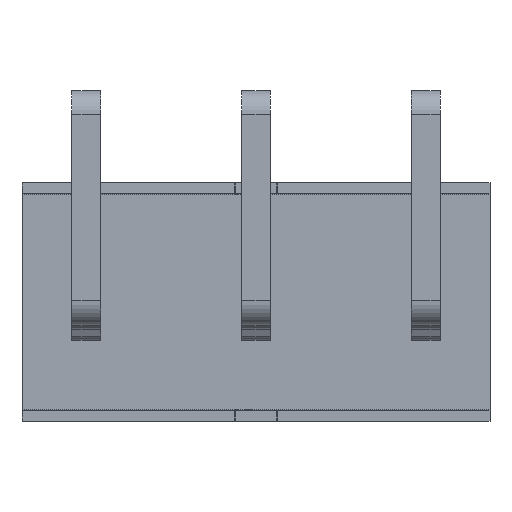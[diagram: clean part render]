
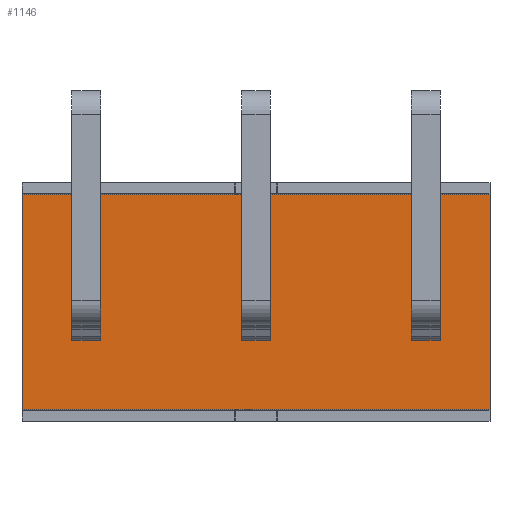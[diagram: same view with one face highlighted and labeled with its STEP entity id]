
A CAD part, front view. The second image highlights one B-rep face of the part: STEP entity #1146.
In plain terms, the highlighted planar face has unit normal (0, -1, 0).
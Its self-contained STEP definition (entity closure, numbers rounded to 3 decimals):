
#66 = VERTEX_POINT ( 'NONE', #1048 ) ;
#90 = VECTOR ( 'NONE', #5177, 1000. ) ;
#97 = CARTESIAN_POINT ( 'NONE',  ( 5.1, -6.3, 1.05 ) ) ;
#104 = EDGE_CURVE ( 'NONE', #1298, #2215, #2837, .T. ) ;
#122 = VERTEX_POINT ( 'NONE', #648 ) ;
#171 = VECTOR ( 'NONE', #4660, 1000. ) ;
#216 = EDGE_CURVE ( 'NONE', #1724, #2215, #5191, .T. ) ;
#330 = CARTESIAN_POINT ( 'NONE',  ( -5.1, -6.3, -1.05 ) ) ;
#348 = DIRECTION ( 'NONE',  ( -1., 0., 0. ) ) ;
#353 = CARTESIAN_POINT ( 'NONE',  ( -6.475, -6.3, 2.98 ) ) ;
#384 = VECTOR ( 'NONE', #1123, 1000. ) ;
#442 = CARTESIAN_POINT ( 'NONE',  ( 6.475, -6.3, 2.98 ) ) ;
#449 = CARTESIAN_POINT ( 'NONE',  ( 0.4, -6.3, 1.05 ) ) ;
#473 = CARTESIAN_POINT ( 'NONE',  ( 6.475, -6.3, 2.98 ) ) ;
#593 = CARTESIAN_POINT ( 'NONE',  ( -6.475, -6.3, -2.98 ) ) ;
#607 = FACE_OUTER_BOUND ( 'NONE', #2940, .T. ) ;
#648 = CARTESIAN_POINT ( 'NONE',  ( 0.4, -6.3, -1.05 ) ) ;
#678 = VECTOR ( 'NONE', #5439, 1000. ) ;
#683 = VECTOR ( 'NONE', #5038, 1000. ) ;
#706 = EDGE_CURVE ( 'NONE', #66, #3451, #3889, .T. ) ;
#724 = EDGE_CURVE ( 'NONE', #2173, #1617, #2095, .T. ) ;
#777 = DIRECTION ( 'NONE',  ( -1., 0., 0. ) ) ;
#789 = LINE ( 'NONE', #449, #2311 ) ;
#994 = ORIENTED_EDGE ( 'NONE', *, *, #216, .F. ) ;
#999 = LINE ( 'NONE', #3569, #678 ) ;
#1048 = CARTESIAN_POINT ( 'NONE',  ( -0.4, -6.3, 1.05 ) ) ;
#1078 = ORIENTED_EDGE ( 'NONE', *, *, #706, .F. ) ;
#1080 = ORIENTED_EDGE ( 'NONE', *, *, #5133, .T. ) ;
#1105 = VERTEX_POINT ( 'NONE', #1823 ) ;
#1123 = DIRECTION ( 'NONE',  ( 0., 0., 1. ) ) ;
#1127 = CARTESIAN_POINT ( 'NONE',  ( 4.3, -6.3, 1.05 ) ) ;
#1146 = ADVANCED_FACE ( 'NONE', ( #607, #2378, #2760, #5444 ), #2822, .F. ) ;
#1162 = CARTESIAN_POINT ( 'NONE',  ( 5.1, -6.3, -1.05 ) ) ;
#1215 = LINE ( 'NONE', #2459, #4999 ) ;
#1286 = VECTOR ( 'NONE', #2078, 1000. ) ;
#1298 = VERTEX_POINT ( 'NONE', #330 ) ;
#1441 = VERTEX_POINT ( 'NONE', #442 ) ;
#1543 = LINE ( 'NONE', #2432, #2140 ) ;
#1547 = CARTESIAN_POINT ( 'NONE',  ( -4.3, -6.3, 1.05 ) ) ;
#1578 = CARTESIAN_POINT ( 'NONE',  ( -0.4, -6.3, -1.05 ) ) ;
#1610 = EDGE_CURVE ( 'NONE', #2301, #2287, #4243, .T. ) ;
#1617 = VERTEX_POINT ( 'NONE', #1162 ) ;
#1724 = VERTEX_POINT ( 'NONE', #2540 ) ;
#1784 = DIRECTION ( 'NONE',  ( 0., 0., -1. ) ) ;
#1817 = ORIENTED_EDGE ( 'NONE', *, *, #1610, .F. ) ;
#1823 = CARTESIAN_POINT ( 'NONE',  ( 6.475, -6.3, -2.98 ) ) ;
#1964 = DIRECTION ( 'NONE',  ( 1., 0., 0. ) ) ;
#1981 = EDGE_CURVE ( 'NONE', #2173, #2301, #2508, .T. ) ;
#2040 = LINE ( 'NONE', #3691, #90 ) ;
#2078 = DIRECTION ( 'NONE',  ( -1., 0., 0. ) ) ;
#2095 = LINE ( 'NONE', #3861, #5504 ) ;
#2139 = VECTOR ( 'NONE', #5574, 1000. ) ;
#2140 = VECTOR ( 'NONE', #3789, 1000. ) ;
#2173 = VERTEX_POINT ( 'NONE', #97 ) ;
#2215 = VERTEX_POINT ( 'NONE', #4975 ) ;
#2287 = VERTEX_POINT ( 'NONE', #5540 ) ;
#2301 = VERTEX_POINT ( 'NONE', #1127 ) ;
#2311 = VECTOR ( 'NONE', #1784, 1000. ) ;
#2377 = ORIENTED_EDGE ( 'NONE', *, *, #3176, .F. ) ;
#2378 = FACE_BOUND ( 'NONE', #5323, .T. ) ;
#2432 = CARTESIAN_POINT ( 'NONE',  ( -2.7, -6.3, -1.05 ) ) ;
#2459 = CARTESIAN_POINT ( 'NONE',  ( 5.1, -6.3, 1.05 ) ) ;
#2481 = DIRECTION ( 'NONE',  ( 0., 0., -1. ) ) ;
#2508 = LINE ( 'NONE', #3716, #2139 ) ;
#2527 = VERTEX_POINT ( 'NONE', #2528 ) ;
#2528 = CARTESIAN_POINT ( 'NONE',  ( 0.4, -6.3, 1.05 ) ) ;
#2540 = CARTESIAN_POINT ( 'NONE',  ( -4.3, -6.3, 1.05 ) ) ;
#2656 = ORIENTED_EDGE ( 'NONE', *, *, #724, .T. ) ;
#2681 = VERTEX_POINT ( 'NONE', #593 ) ;
#2699 = CARTESIAN_POINT ( 'NONE',  ( -2.7, -6.3, -1.95 ) ) ;
#2760 = FACE_BOUND ( 'NONE', #3482, .T. ) ;
#2822 = PLANE ( 'NONE',  #3392 ) ;
#2837 = LINE ( 'NONE', #3322, #384 ) ;
#2940 = EDGE_LOOP ( 'NONE', ( #3636, #3548, #4954, #5313 ) ) ;
#2950 = EDGE_CURVE ( 'NONE', #5311, #1298, #5622, .T. ) ;
#3094 = EDGE_CURVE ( 'NONE', #2681, #4867, #2040, .T. ) ;
#3114 = ORIENTED_EDGE ( 'NONE', *, *, #4532, .T. ) ;
#3145 = LINE ( 'NONE', #4923, #683 ) ;
#3176 = EDGE_CURVE ( 'NONE', #2527, #66, #1215, .T. ) ;
#3218 = ORIENTED_EDGE ( 'NONE', *, *, #1981, .F. ) ;
#3322 = CARTESIAN_POINT ( 'NONE',  ( -5.1, -6.3, 1.95 ) ) ;
#3332 = LINE ( 'NONE', #1547, #4570 ) ;
#3392 = AXIS2_PLACEMENT_3D ( 'NONE', #2699, #4493, #1964 ) ;
#3451 = VERTEX_POINT ( 'NONE', #1578 ) ;
#3482 = EDGE_LOOP ( 'NONE', ( #1080, #5126, #4702, #994 ) ) ;
#3548 = ORIENTED_EDGE ( 'NONE', *, *, #5023, .F. ) ;
#3569 = CARTESIAN_POINT ( 'NONE',  ( -6.475, -6.3, -2.98 ) ) ;
#3636 = ORIENTED_EDGE ( 'NONE', *, *, #5397, .F. ) ;
#3691 = CARTESIAN_POINT ( 'NONE',  ( -6.475, -6.3, 1.95 ) ) ;
#3716 = CARTESIAN_POINT ( 'NONE',  ( 5.1, -6.3, 1.05 ) ) ;
#3742 = EDGE_CURVE ( 'NONE', #1105, #2681, #999, .T. ) ;
#3789 = DIRECTION ( 'NONE',  ( -1., 0., 0. ) ) ;
#3803 = CARTESIAN_POINT ( 'NONE',  ( -0.4, -6.3, 1.05 ) ) ;
#3861 = CARTESIAN_POINT ( 'NONE',  ( 5.1, -6.3, -1.95 ) ) ;
#3889 = LINE ( 'NONE', #3803, #5416 ) ;
#3906 = EDGE_CURVE ( 'NONE', #122, #3451, #4253, .T. ) ;
#4131 = DIRECTION ( 'NONE',  ( -1., 0., 0. ) ) ;
#4222 = CARTESIAN_POINT ( 'NONE',  ( 4.3, -6.3, 1.05 ) ) ;
#4243 = LINE ( 'NONE', #4222, #171 ) ;
#4253 = LINE ( 'NONE', #4781, #4276 ) ;
#4276 = VECTOR ( 'NONE', #348, 1000. ) ;
#4437 = VECTOR ( 'NONE', #777, 1000. ) ;
#4440 = ORIENTED_EDGE ( 'NONE', *, *, #5539, .T. ) ;
#4442 = LINE ( 'NONE', #473, #5420 ) ;
#4493 = DIRECTION ( 'NONE',  ( 0., 1., 0. ) ) ;
#4532 = EDGE_CURVE ( 'NONE', #2527, #122, #789, .T. ) ;
#4570 = VECTOR ( 'NONE', #2481, 1000. ) ;
#4660 = DIRECTION ( 'NONE',  ( 0., 0., -1. ) ) ;
#4702 = ORIENTED_EDGE ( 'NONE', *, *, #104, .T. ) ;
#4781 = CARTESIAN_POINT ( 'NONE',  ( -2.7, -6.3, -1.05 ) ) ;
#4867 = VERTEX_POINT ( 'NONE', #353 ) ;
#4923 = CARTESIAN_POINT ( 'NONE',  ( 6.475, -6.3, -1.95 ) ) ;
#4954 = ORIENTED_EDGE ( 'NONE', *, *, #3094, .F. ) ;
#4975 = CARTESIAN_POINT ( 'NONE',  ( -5.1, -6.3, 1.05 ) ) ;
#4999 = VECTOR ( 'NONE', #4131, 1000. ) ;
#5023 = EDGE_CURVE ( 'NONE', #4867, #1441, #4442, .T. ) ;
#5038 = DIRECTION ( 'NONE',  ( 0., 0., -1. ) ) ;
#5126 = ORIENTED_EDGE ( 'NONE', *, *, #2950, .T. ) ;
#5133 = EDGE_CURVE ( 'NONE', #1724, #5311, #3332, .T. ) ;
#5159 = DIRECTION ( 'NONE',  ( 0., 0., -1. ) ) ;
#5162 = CARTESIAN_POINT ( 'NONE',  ( -2.7, -6.3, -1.05 ) ) ;
#5177 = DIRECTION ( 'NONE',  ( 0., 0., 1. ) ) ;
#5191 = LINE ( 'NONE', #5226, #1286 ) ;
#5226 = CARTESIAN_POINT ( 'NONE',  ( 5.1, -6.3, 1.05 ) ) ;
#5270 = CARTESIAN_POINT ( 'NONE',  ( -4.3, -6.3, -1.05 ) ) ;
#5311 = VERTEX_POINT ( 'NONE', #5270 ) ;
#5313 = ORIENTED_EDGE ( 'NONE', *, *, #3742, .F. ) ;
#5323 = EDGE_LOOP ( 'NONE', ( #3114, #5528, #1078, #2377 ) ) ;
#5397 = EDGE_CURVE ( 'NONE', #1441, #1105, #3145, .T. ) ;
#5416 = VECTOR ( 'NONE', #5159, 1000. ) ;
#5420 = VECTOR ( 'NONE', #5632, 1000. ) ;
#5439 = DIRECTION ( 'NONE',  ( -1., 0., 0. ) ) ;
#5444 = FACE_BOUND ( 'NONE', #5743, .T. ) ;
#5504 = VECTOR ( 'NONE', #5617, 1000. ) ;
#5528 = ORIENTED_EDGE ( 'NONE', *, *, #3906, .T. ) ;
#5539 = EDGE_CURVE ( 'NONE', #1617, #2287, #1543, .T. ) ;
#5540 = CARTESIAN_POINT ( 'NONE',  ( 4.3, -6.3, -1.05 ) ) ;
#5574 = DIRECTION ( 'NONE',  ( -1., 0., 0. ) ) ;
#5617 = DIRECTION ( 'NONE',  ( 0., 0., -1. ) ) ;
#5622 = LINE ( 'NONE', #5162, #4437 ) ;
#5632 = DIRECTION ( 'NONE',  ( 1., 0., 0. ) ) ;
#5743 = EDGE_LOOP ( 'NONE', ( #4440, #1817, #3218, #2656 ) ) ;
